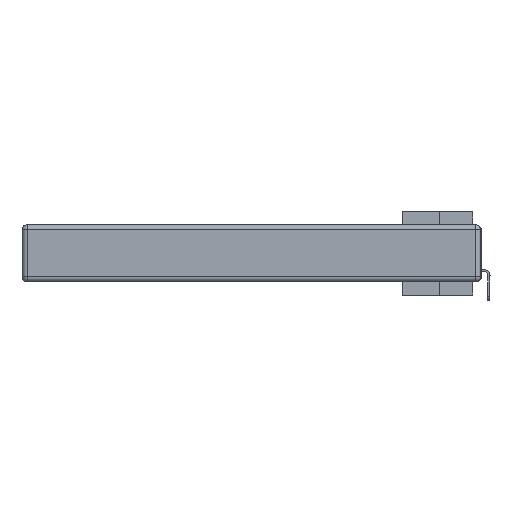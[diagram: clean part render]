
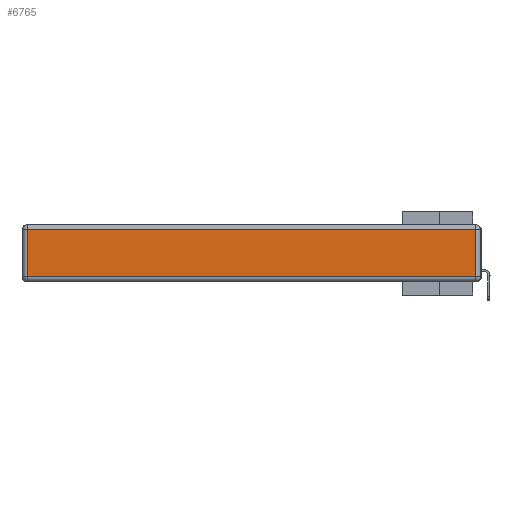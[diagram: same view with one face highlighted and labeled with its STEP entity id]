
A CAD part, left-side view. The second image highlights one B-rep face of the part: STEP entity #6765.
In plain terms, the highlighted planar face has unit normal (-1, 0, 0).
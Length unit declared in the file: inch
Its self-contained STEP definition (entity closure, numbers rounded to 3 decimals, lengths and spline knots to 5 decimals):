
#26 = VERTEX_POINT ( 'NONE', #23601 ) ;
#190 = LINE ( 'NONE', #20600, #4103 ) ;
#1731 = VECTOR ( 'NONE', #29393, 39.37008 ) ;
#1760 = CARTESIAN_POINT ( 'NONE',  ( 0., 2.75, -0.03 ) ) ;
#3430 = CARTESIAN_POINT ( 'NONE',  ( 0., 2.72, -0.313 ) ) ;
#3470 = DIRECTION ( 'NONE',  ( 0., 1., 0. ) ) ;
#4103 = VECTOR ( 'NONE', #28207, 39.37008 ) ;
#6760 = VERTEX_POINT ( 'NONE', #26788 ) ;
#6765 = ADVANCED_FACE ( 'NONE', ( #12772 ), #22371, .T. ) ;
#7910 = DIRECTION ( 'NONE',  ( -1., 0., 0. ) ) ;
#9461 = VECTOR ( 'NONE', #23272, 39.37008 ) ;
#10734 = LINE ( 'NONE', #1760, #28423 ) ;
#10809 = CARTESIAN_POINT ( 'NONE',  ( 0., 0.03, -0.343 ) ) ;
#12496 = ORIENTED_EDGE ( 'NONE', *, *, #18111, .T. ) ;
#12617 = CARTESIAN_POINT ( 'NONE',  ( 0., 0., -0.343 ) ) ;
#12772 = FACE_OUTER_BOUND ( 'NONE', #19168, .T. ) ;
#14275 = CARTESIAN_POINT ( 'NONE',  ( 0., 0.03, -0.03 ) ) ;
#16171 = AXIS2_PLACEMENT_3D ( 'NONE', #12617, #7910, #17362 ) ;
#16196 = VERTEX_POINT ( 'NONE', #3430 ) ;
#17362 = DIRECTION ( 'NONE',  ( 0., 0., 1. ) ) ;
#17840 = EDGE_CURVE ( 'NONE', #6760, #16196, #190, .T. ) ;
#18111 = EDGE_CURVE ( 'NONE', #26, #23483, #22690, .T. ) ;
#18692 = LINE ( 'NONE', #27519, #9461 ) ;
#18712 = EDGE_CURVE ( 'NONE', #16196, #26, #18692, .T. ) ;
#19168 = EDGE_LOOP ( 'NONE', ( #22544, #12496, #23783, #25808 ) ) ;
#20600 = CARTESIAN_POINT ( 'NONE',  ( 0., 2.72, -0.343 ) ) ;
#21346 = EDGE_CURVE ( 'NONE', #23483, #6760, #10734, .T. ) ;
#22371 = PLANE ( 'NONE',  #16171 ) ;
#22544 = ORIENTED_EDGE ( 'NONE', *, *, #18712, .T. ) ;
#22690 = LINE ( 'NONE', #10809, #1731 ) ;
#23272 = DIRECTION ( 'NONE',  ( 0., -1., 0. ) ) ;
#23483 = VERTEX_POINT ( 'NONE', #14275 ) ;
#23601 = CARTESIAN_POINT ( 'NONE',  ( 0., 0.03, -0.313 ) ) ;
#23783 = ORIENTED_EDGE ( 'NONE', *, *, #21346, .T. ) ;
#25808 = ORIENTED_EDGE ( 'NONE', *, *, #17840, .T. ) ;
#26788 = CARTESIAN_POINT ( 'NONE',  ( 0., 2.72, -0.03 ) ) ;
#27519 = CARTESIAN_POINT ( 'NONE',  ( 0., 0., -0.313 ) ) ;
#28207 = DIRECTION ( 'NONE',  ( 0., 0., -1. ) ) ;
#28423 = VECTOR ( 'NONE', #3470, 39.37008 ) ;
#29393 = DIRECTION ( 'NONE',  ( 0., 0., 1. ) ) ;
